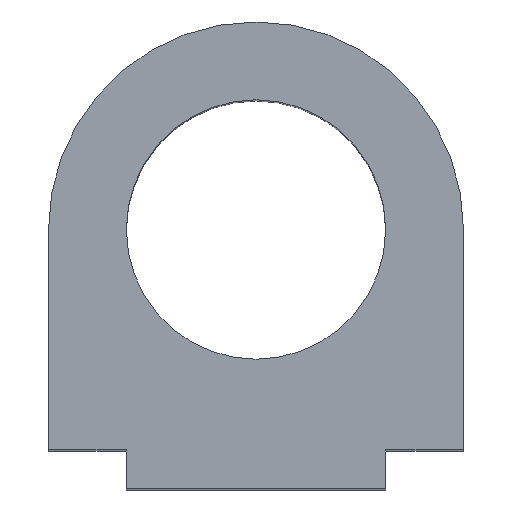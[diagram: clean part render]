
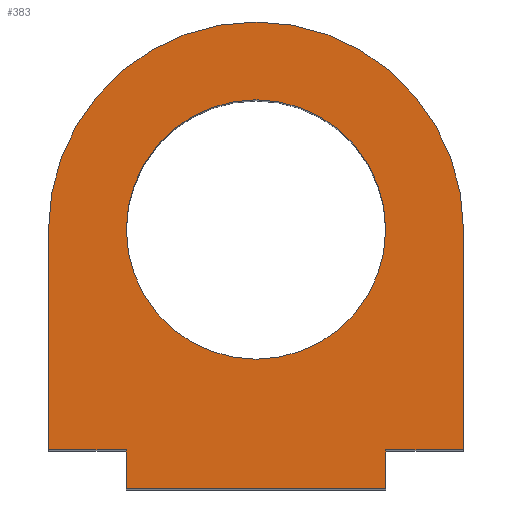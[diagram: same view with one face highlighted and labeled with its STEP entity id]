
A CAD part, top view. The second image highlights one B-rep face of the part: STEP entity #383.
In plain terms, the highlighted planar face has unit normal (0, 0, 1).
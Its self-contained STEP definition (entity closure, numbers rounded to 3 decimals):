
#84=CARTESIAN_POINT('',(5.0,1.0,12.5));
#85=VERTEX_POINT('',#84);
#86=CARTESIAN_POINT('',(0.0,1.0,12.5));
#87=DIRECTION('',(0.0,0.0,-1.0));
#88=DIRECTION('',(-1.0,0.0,0.0));
#89=AXIS2_PLACEMENT_3D('',#86,#87,#88);
#90=CIRCLE('',#89,5.0);
#91=EDGE_CURVE('',#85,#85,#90,.T.);
#177=CARTESIAN_POINT('',(8.,-7.5,12.5));
#178=VERTEX_POINT('',#177);
#179=CARTESIAN_POINT('',(5.,-7.5,12.5));
#180=VERTEX_POINT('',#179);
#181=CARTESIAN_POINT('',(8.,-7.5,12.5));
#182=DIRECTION('',(-1.0,0.0,0.0));
#183=VECTOR('',#182,3.0);
#184=LINE('',#181,#183);
#185=EDGE_CURVE('',#178,#180,#184,.T.);
#208=CARTESIAN_POINT('',(5.,-9.,12.5));
#209=VERTEX_POINT('',#208);
#210=CARTESIAN_POINT('',(5.,-7.5,12.5));
#211=DIRECTION('',(0.0,-1.0,0.0));
#212=VECTOR('',#211,1.5);
#213=LINE('',#210,#212);
#214=EDGE_CURVE('',#180,#209,#213,.T.);
#232=CARTESIAN_POINT('',(-5.,-9.,12.5));
#233=VERTEX_POINT('',#232);
#234=CARTESIAN_POINT('',(5.,-9.,12.5));
#235=DIRECTION('',(-1.0,0.0,0.0));
#236=VECTOR('',#235,10.);
#237=LINE('',#234,#236);
#238=EDGE_CURVE('',#209,#233,#237,.T.);
#256=CARTESIAN_POINT('',(-5.,-7.5,12.5));
#257=VERTEX_POINT('',#256);
#258=CARTESIAN_POINT('',(-5.,-9.,12.5));
#259=DIRECTION('',(0.0,1.0,0.0));
#260=VECTOR('',#259,1.5);
#261=LINE('',#258,#260);
#262=EDGE_CURVE('',#233,#257,#261,.T.);
#280=CARTESIAN_POINT('',(-8.,-7.5,12.5));
#281=VERTEX_POINT('',#280);
#282=CARTESIAN_POINT('',(-5.,-7.5,12.5));
#283=DIRECTION('',(-1.0,0.0,0.0));
#284=VECTOR('',#283,3.0);
#285=LINE('',#282,#284);
#286=EDGE_CURVE('',#257,#281,#285,.T.);
#304=CARTESIAN_POINT('',(-8.0,1.,12.5));
#305=VERTEX_POINT('',#304);
#306=CARTESIAN_POINT('',(-8.,-7.5,12.5));
#307=DIRECTION('',(0.0,1.0,0.0));
#308=VECTOR('',#307,8.5);
#309=LINE('',#306,#308);
#310=EDGE_CURVE('',#281,#305,#309,.T.);
#328=CARTESIAN_POINT('',(8.0,1.,12.5));
#329=VERTEX_POINT('',#328);
#330=CARTESIAN_POINT('',(0.,1.,12.5));
#331=DIRECTION('',(0.0,0.0,-1.0));
#332=DIRECTION('',(1.0,0.0,0.0));
#333=AXIS2_PLACEMENT_3D('',#330,#331,#332);
#334=CIRCLE('',#333,8.0);
#335=EDGE_CURVE('',#305,#329,#334,.T.);
#353=CARTESIAN_POINT('',(8.0,1.,12.5));
#354=DIRECTION('',(0.0,-1.0,0.0));
#355=VECTOR('',#354,8.5);
#356=LINE('',#353,#355);
#357=EDGE_CURVE('',#329,#178,#356,.T.);
#365=CARTESIAN_POINT('',(0.,-1.057,12.5));
#366=DIRECTION('',(0.0,0.0,1.0));
#367=DIRECTION('',(1.0,0.0,0.0));
#368=AXIS2_PLACEMENT_3D('',#365,#366,#367);
#369=PLANE('',#368);
#370=ORIENTED_EDGE('',*,*,#185,.F.);
#371=ORIENTED_EDGE('',*,*,#357,.F.);
#372=ORIENTED_EDGE('',*,*,#335,.F.);
#373=ORIENTED_EDGE('',*,*,#310,.F.);
#374=ORIENTED_EDGE('',*,*,#286,.F.);
#375=ORIENTED_EDGE('',*,*,#262,.F.);
#376=ORIENTED_EDGE('',*,*,#238,.F.);
#377=ORIENTED_EDGE('',*,*,#214,.F.);
#378=EDGE_LOOP('',(#370,#371,#372,#373,#374,#375,#376,#377));
#379=FACE_OUTER_BOUND('',#378,.T.);
#380=ORIENTED_EDGE('',*,*,#91,.T.);
#381=EDGE_LOOP('',(#380));
#382=FACE_BOUND('',#381,.T.);
#383=ADVANCED_FACE('',(#379,#382),#369,.T.);
